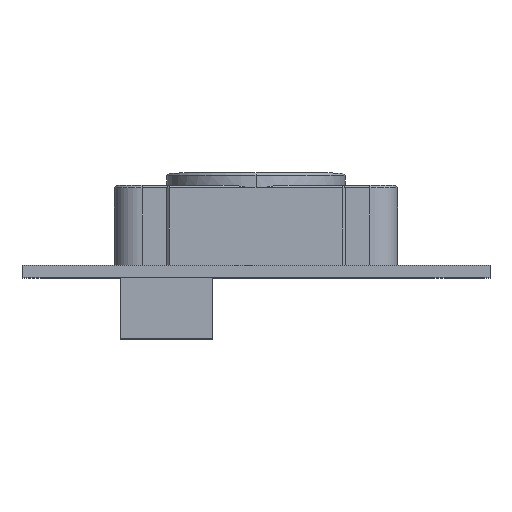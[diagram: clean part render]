
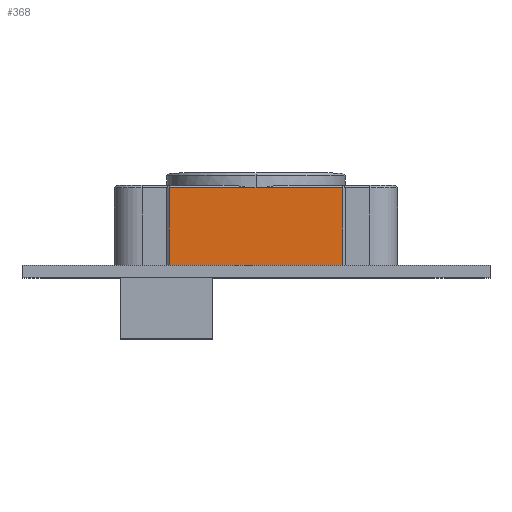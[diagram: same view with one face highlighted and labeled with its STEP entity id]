
A CAD part, top view. The second image highlights one B-rep face of the part: STEP entity #368.
In plain terms, the highlighted planar face has unit normal (0, 0, 1).
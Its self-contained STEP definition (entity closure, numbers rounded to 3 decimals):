
#354 = VERTEX_POINT ( 'NONE', #3144 ) ;
#359 = VECTOR ( 'NONE', #2076, 1000. ) ;
#368 = ADVANCED_FACE ( 'NONE', ( #3913 ), #1375, .F. ) ;
#524 = DIRECTION ( 'NONE',  ( 1., 0., 0. ) ) ;
#525 = VERTEX_POINT ( 'NONE', #1848 ) ;
#580 = AXIS2_PLACEMENT_3D ( 'NONE', #2175, #4399, #3496 ) ;
#772 = VECTOR ( 'NONE', #1837, 1000. ) ;
#842 = CARTESIAN_POINT ( 'NONE',  ( 7.05, 1., 7.25 ) ) ;
#912 = EDGE_CURVE ( 'NONE', #354, #3414, #3138, .T. ) ;
#1179 = CARTESIAN_POINT ( 'NONE',  ( -7.25, 7.3, 7.25 ) ) ;
#1375 = PLANE ( 'NONE',  #580 ) ;
#1509 = EDGE_LOOP ( 'NONE', ( #4353, #3430, #2048, #2628, #3595 ) ) ;
#1733 = LINE ( 'NONE', #5244, #5288 ) ;
#1837 = DIRECTION ( 'NONE',  ( -1., 0., 0. ) ) ;
#1848 = CARTESIAN_POINT ( 'NONE',  ( -7.05, 1., 7.25 ) ) ;
#1898 = CARTESIAN_POINT ( 'NONE',  ( 0., 7.3, 7.25 ) ) ;
#2048 = ORIENTED_EDGE ( 'NONE', *, *, #912, .T. ) ;
#2076 = DIRECTION ( 'NONE',  ( 0., 1., 0. ) ) ;
#2175 = CARTESIAN_POINT ( 'NONE',  ( -7.25, 7.5, 7.25 ) ) ;
#2312 = CARTESIAN_POINT ( 'NONE',  ( 0., 7.3, 7.25 ) ) ;
#2628 = ORIENTED_EDGE ( 'NONE', *, *, #3510, .T. ) ;
#2765 = EDGE_CURVE ( 'NONE', #2815, #354, #3394, .T. ) ;
#2815 = VERTEX_POINT ( 'NONE', #842 ) ;
#3011 = LINE ( 'NONE', #1179, #5183 ) ;
#3115 = CARTESIAN_POINT ( 'NONE',  ( -7.25, 1., 7.25 ) ) ;
#3138 = LINE ( 'NONE', #1898, #772 ) ;
#3144 = CARTESIAN_POINT ( 'NONE',  ( 7.05, 7.3, 7.25 ) ) ;
#3394 = LINE ( 'NONE', #4765, #359 ) ;
#3414 = VERTEX_POINT ( 'NONE', #2312 ) ;
#3430 = ORIENTED_EDGE ( 'NONE', *, *, #2765, .T. ) ;
#3496 = DIRECTION ( 'NONE',  ( -1., 0., 0. ) ) ;
#3510 = EDGE_CURVE ( 'NONE', #3414, #4789, #3011, .T. ) ;
#3595 = ORIENTED_EDGE ( 'NONE', *, *, #5075, .T. ) ;
#3913 = FACE_OUTER_BOUND ( 'NONE', #1509, .T. ) ;
#4353 = ORIENTED_EDGE ( 'NONE', *, *, #4615, .T. ) ;
#4399 = DIRECTION ( 'NONE',  ( 0., 0., -1. ) ) ;
#4444 = VECTOR ( 'NONE', #524, 1000. ) ;
#4510 = LINE ( 'NONE', #3115, #4444 ) ;
#4615 = EDGE_CURVE ( 'NONE', #525, #2815, #4510, .T. ) ;
#4765 = CARTESIAN_POINT ( 'NONE',  ( 7.05, 7.5, 7.25 ) ) ;
#4789 = VERTEX_POINT ( 'NONE', #5550 ) ;
#4837 = DIRECTION ( 'NONE',  ( 0., -1., 0. ) ) ;
#5075 = EDGE_CURVE ( 'NONE', #4789, #525, #1733, .T. ) ;
#5151 = DIRECTION ( 'NONE',  ( -1., 0., 0. ) ) ;
#5183 = VECTOR ( 'NONE', #5151, 1000. ) ;
#5244 = CARTESIAN_POINT ( 'NONE',  ( -7.05, 7.5, 7.25 ) ) ;
#5288 = VECTOR ( 'NONE', #4837, 1000. ) ;
#5550 = CARTESIAN_POINT ( 'NONE',  ( -7.05, 7.3, 7.25 ) ) ;
